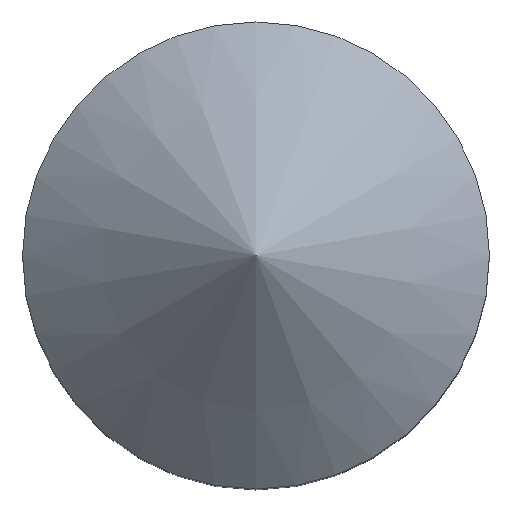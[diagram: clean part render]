
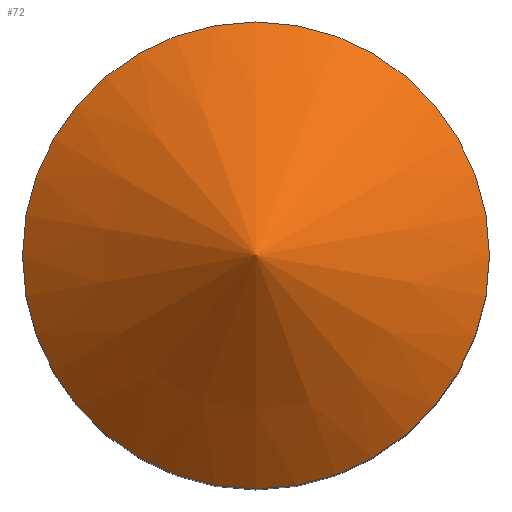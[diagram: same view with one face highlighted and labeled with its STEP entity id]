
A CAD part, top view. The second image highlights one B-rep face of the part: STEP entity #72.
In plain terms, the highlighted conical face has half-angle 52.61 degrees and reference radius 7 mm.
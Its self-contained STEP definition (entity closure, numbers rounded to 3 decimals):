
#15=CONICAL_SURFACE('',#101,7.,0.918);
#23=FACE_OUTER_BOUND('',#29,.T.);
#29=EDGE_LOOP('',(#63,#64,#65));
#32=LINE('',#142,#35);
#35=VECTOR('',#124,7.);
#37=CIRCLE('',#95,14.);
#41=VERTEX_POINT('',#129);
#44=VERTEX_POINT('',#141);
#47=EDGE_CURVE('',#41,#41,#37,.T.);
#51=EDGE_CURVE('',#41,#44,#32,.T.);
#63=ORIENTED_EDGE('',*,*,#47,.F.);
#64=ORIENTED_EDGE('',*,*,#51,.T.);
#65=ORIENTED_EDGE('',*,*,#51,.F.);
#72=ADVANCED_FACE('',(#23),#15,.T.);
#95=AXIS2_PLACEMENT_3D('',#131,#109,#110);
#101=AXIS2_PLACEMENT_3D('',#140,#122,#123);
#109=DIRECTION('center_axis',(0.,0.,-1.));
#110=DIRECTION('ref_axis',(1.,0.,0.));
#122=DIRECTION('center_axis',(0.,0.,-1.));
#123=DIRECTION('ref_axis',(0.,1.,0.));
#124=DIRECTION('',(0.,0.795,0.607));
#129=CARTESIAN_POINT('',(0.,-14.,39.));
#131=CARTESIAN_POINT('Origin',(0.,0.,39.));
#140=CARTESIAN_POINT('Origin',(0.,0.,44.35));
#141=CARTESIAN_POINT('',(0.,0.,49.7));
#142=CARTESIAN_POINT('',(0.,-7.,44.35));
